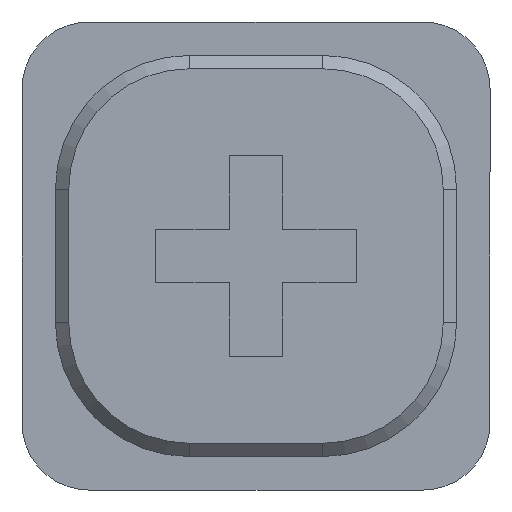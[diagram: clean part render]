
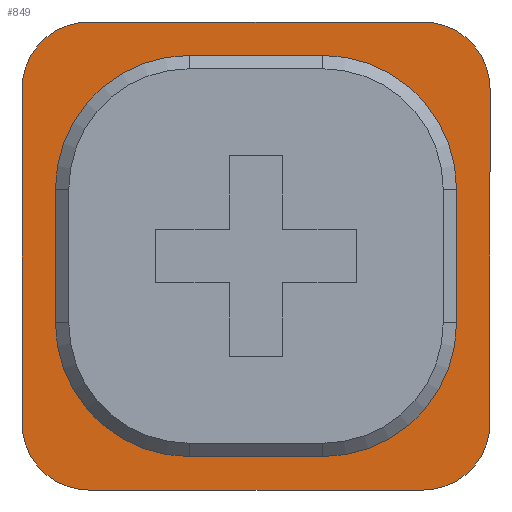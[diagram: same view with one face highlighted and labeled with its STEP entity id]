
A CAD part, front view. The second image highlights one B-rep face of the part: STEP entity #849.
In plain terms, the highlighted planar face has unit normal (0, -1, 0).
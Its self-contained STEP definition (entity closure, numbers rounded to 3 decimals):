
#4 = EDGE_CURVE ( 'NONE', #930, #781, #1129, .T. ) ;
#19 = FACE_OUTER_BOUND ( 'NONE', #727, .T. ) ;
#26 = CARTESIAN_POINT ( 'NONE',  ( 0., 2., 0. ) ) ;
#33 = CARTESIAN_POINT ( 'NONE',  ( 4., 2., 0. ) ) ;
#44 = CIRCLE ( 'NONE', #838, 2. ) ;
#75 = ORIENTED_EDGE ( 'NONE', *, *, #1103, .F. ) ;
#90 = VERTEX_POINT ( 'NONE', #1173 ) ;
#99 = CARTESIAN_POINT ( 'NONE',  ( 6.5, 2., -0.5 ) ) ;
#123 = AXIS2_PLACEMENT_3D ( 'NONE', #693, #888, #420 ) ;
#130 = DIRECTION ( 'NONE',  ( 0., 1., 0. ) ) ;
#147 = CARTESIAN_POINT ( 'NONE',  ( 0.5, 2., -5.5 ) ) ;
#149 = DIRECTION ( 'NONE',  ( -1., 0., 0. ) ) ;
#155 = EDGE_CURVE ( 'NONE', #681, #304, #716, .T. ) ;
#171 = ORIENTED_EDGE ( 'NONE', *, *, #935, .F. ) ;
#179 = DIRECTION ( 'NONE',  ( 0., 0., 1. ) ) ;
#185 = VECTOR ( 'NONE', #1184, 1000. ) ;
#187 = AXIS2_PLACEMENT_3D ( 'NONE', #26, #130, #602 ) ;
#195 = LINE ( 'NONE', #652, #885 ) ;
#212 = LINE ( 'NONE', #588, #1131 ) ;
#237 = EDGE_LOOP ( 'NONE', ( #743, #1070, #851, #1183, #937, #686, #934, #841 ) ) ;
#244 = LINE ( 'NONE', #1188, #339 ) ;
#285 = DIRECTION ( 'NONE',  ( 0., 0., 1. ) ) ;
#292 = LINE ( 'NONE', #1155, #895 ) ;
#304 = VERTEX_POINT ( 'NONE', #1046 ) ;
#325 = DIRECTION ( 'NONE',  ( 0., -1., 0. ) ) ;
#328 = VERTEX_POINT ( 'NONE', #99 ) ;
#338 = CIRCLE ( 'NONE', #123, 2. ) ;
#339 = VECTOR ( 'NONE', #1201, 1000. ) ;
#351 = CARTESIAN_POINT ( 'NONE',  ( 0., 2., -6. ) ) ;
#357 = LINE ( 'NONE', #351, #798 ) ;
#358 = EDGE_CURVE ( 'NONE', #681, #999, #903, .T. ) ;
#364 = CARTESIAN_POINT ( 'NONE',  ( 5.5, 2., -6.5 ) ) ;
#376 = AXIS2_PLACEMENT_3D ( 'NONE', #989, #1158, #1166 ) ;
#391 = VERTEX_POINT ( 'NONE', #501 ) ;
#398 = ORIENTED_EDGE ( 'NONE', *, *, #410, .T. ) ;
#408 = CARTESIAN_POINT ( 'NONE',  ( 5.5, 2., -0.5 ) ) ;
#410 = EDGE_CURVE ( 'NONE', #328, #1167, #1171, .T. ) ;
#420 = DIRECTION ( 'NONE',  ( 0., 0., 1. ) ) ;
#432 = CARTESIAN_POINT ( 'NONE',  ( 0., 2., 0. ) ) ;
#438 = DIRECTION ( 'NONE',  ( 0., 0., 1. ) ) ;
#452 = DIRECTION ( 'NONE',  ( 1., 0., 0. ) ) ;
#457 = AXIS2_PLACEMENT_3D ( 'NONE', #1109, #808, #438 ) ;
#458 = DIRECTION ( 'NONE',  ( 0., -1., 0. ) ) ;
#484 = DIRECTION ( 'NONE',  ( 0., 0., -1. ) ) ;
#486 = VERTEX_POINT ( 'NONE', #704 ) ;
#501 = CARTESIAN_POINT ( 'NONE',  ( 0., 2., -4. ) ) ;
#518 = CARTESIAN_POINT ( 'NONE',  ( 6.5, 2., -5.5 ) ) ;
#538 = AXIS2_PLACEMENT_3D ( 'NONE', #147, #1003, #998 ) ;
#551 = ORIENTED_EDGE ( 'NONE', *, *, #155, .F. ) ;
#552 = CARTESIAN_POINT ( 'NONE',  ( 4., 2., -6. ) ) ;
#580 = EDGE_CURVE ( 'NONE', #391, #617, #914, .T. ) ;
#582 = CARTESIAN_POINT ( 'NONE',  ( 2., 2., 0. ) ) ;
#587 = CARTESIAN_POINT ( 'NONE',  ( 2., 2., -6. ) ) ;
#588 = CARTESIAN_POINT ( 'NONE',  ( 6., 2., 0. ) ) ;
#602 = DIRECTION ( 'NONE',  ( 0., 0., 1. ) ) ;
#607 = PLANE ( 'NONE',  #187 ) ;
#617 = VERTEX_POINT ( 'NONE', #828 ) ;
#631 = EDGE_CURVE ( 'NONE', #690, #1213, #357, .T. ) ;
#652 = CARTESIAN_POINT ( 'NONE',  ( -0.5, 2., 0.5 ) ) ;
#675 = ORIENTED_EDGE ( 'NONE', *, *, #1207, .F. ) ;
#681 = VERTEX_POINT ( 'NONE', #364 ) ;
#686 = ORIENTED_EDGE ( 'NONE', *, *, #883, .T. ) ;
#690 = VERTEX_POINT ( 'NONE', #552 ) ;
#693 = CARTESIAN_POINT ( 'NONE',  ( 4., 2., -4. ) ) ;
#704 = CARTESIAN_POINT ( 'NONE',  ( 6., 2., -2. ) ) ;
#708 = DIRECTION ( 'NONE',  ( 0., 0., 1. ) ) ;
#716 = LINE ( 'NONE', #1008, #858 ) ;
#722 = LINE ( 'NONE', #1092, #1214 ) ;
#725 = DIRECTION ( 'NONE',  ( -1., 0., 0. ) ) ;
#727 = EDGE_LOOP ( 'NONE', ( #551, #905, #171, #398, #75, #748, #675, #826 ) ) ;
#743 = ORIENTED_EDGE ( 'NONE', *, *, #803, .T. ) ;
#748 = ORIENTED_EDGE ( 'NONE', *, *, #4, .T. ) ;
#770 = CARTESIAN_POINT ( 'NONE',  ( 2., 2., -4. ) ) ;
#771 = EDGE_CURVE ( 'NONE', #1213, #391, #44, .T. ) ;
#781 = VERTEX_POINT ( 'NONE', #1156 ) ;
#783 = DIRECTION ( 'NONE',  ( 0., 0., 1. ) ) ;
#792 = VERTEX_POINT ( 'NONE', #582 ) ;
#797 = AXIS2_PLACEMENT_3D ( 'NONE', #1136, #458, #285 ) ;
#798 = VECTOR ( 'NONE', #149, 1000. ) ;
#802 = FACE_BOUND ( 'NONE', #237, .T. ) ;
#803 = EDGE_CURVE ( 'NONE', #486, #90, #212, .T. ) ;
#808 = DIRECTION ( 'NONE',  ( 0., 1., 0. ) ) ;
#820 = CIRCLE ( 'NONE', #1192, 2. ) ;
#826 = ORIENTED_EDGE ( 'NONE', *, *, #977, .T. ) ;
#827 = CARTESIAN_POINT ( 'NONE',  ( 0.5, 2., 0.5 ) ) ;
#828 = CARTESIAN_POINT ( 'NONE',  ( 0., 2., -2. ) ) ;
#838 = AXIS2_PLACEMENT_3D ( 'NONE', #770, #1024, #179 ) ;
#840 = CIRCLE ( 'NONE', #457, 2. ) ;
#841 = ORIENTED_EDGE ( 'NONE', *, *, #1004, .T. ) ;
#846 = CARTESIAN_POINT ( 'NONE',  ( 5.5, 2., 0.5 ) ) ;
#849 = ADVANCED_FACE ( 'NONE', ( #19, #802 ), #607, .F. ) ;
#851 = ORIENTED_EDGE ( 'NONE', *, *, #631, .T. ) ;
#857 = EDGE_CURVE ( 'NONE', #90, #690, #338, .T. ) ;
#858 = VECTOR ( 'NONE', #725, 1000. ) ;
#878 = VERTEX_POINT ( 'NONE', #33 ) ;
#883 = EDGE_CURVE ( 'NONE', #617, #792, #820, .T. ) ;
#885 = VECTOR ( 'NONE', #452, 1000. ) ;
#888 = DIRECTION ( 'NONE',  ( 0., 1., 0. ) ) ;
#895 = VECTOR ( 'NONE', #783, 1000. ) ;
#903 = CIRCLE ( 'NONE', #797, 1. ) ;
#905 = ORIENTED_EDGE ( 'NONE', *, *, #358, .T. ) ;
#914 = LINE ( 'NONE', #432, #185 ) ;
#930 = VERTEX_POINT ( 'NONE', #827 ) ;
#934 = ORIENTED_EDGE ( 'NONE', *, *, #964, .T. ) ;
#935 = EDGE_CURVE ( 'NONE', #328, #999, #722, .T. ) ;
#937 = ORIENTED_EDGE ( 'NONE', *, *, #580, .T. ) ;
#964 = EDGE_CURVE ( 'NONE', #792, #878, #244, .T. ) ;
#977 = EDGE_CURVE ( 'NONE', #1015, #304, #1150, .T. ) ;
#989 = CARTESIAN_POINT ( 'NONE',  ( 0.5, 2., -0.5 ) ) ;
#998 = DIRECTION ( 'NONE',  ( 0., 0., 1. ) ) ;
#999 = VERTEX_POINT ( 'NONE', #518 ) ;
#1003 = DIRECTION ( 'NONE',  ( 0., -1., 0. ) ) ;
#1004 = EDGE_CURVE ( 'NONE', #878, #486, #840, .T. ) ;
#1008 = CARTESIAN_POINT ( 'NONE',  ( 6.5, 2., -6.5 ) ) ;
#1015 = VERTEX_POINT ( 'NONE', #1175 ) ;
#1016 = DIRECTION ( 'NONE',  ( 0., 0., -1. ) ) ;
#1024 = DIRECTION ( 'NONE',  ( 0., 1., 0. ) ) ;
#1046 = CARTESIAN_POINT ( 'NONE',  ( 0.5, 2., -6.5 ) ) ;
#1070 = ORIENTED_EDGE ( 'NONE', *, *, #857, .T. ) ;
#1073 = DIRECTION ( 'NONE',  ( 0., 0., 1. ) ) ;
#1092 = CARTESIAN_POINT ( 'NONE',  ( 6.5, 2., 0.5 ) ) ;
#1103 = EDGE_CURVE ( 'NONE', #930, #1167, #195, .T. ) ;
#1109 = CARTESIAN_POINT ( 'NONE',  ( 4., 2., -2. ) ) ;
#1129 = CIRCLE ( 'NONE', #376, 1. ) ;
#1131 = VECTOR ( 'NONE', #484, 1000. ) ;
#1136 = CARTESIAN_POINT ( 'NONE',  ( 5.5, 2., -5.5 ) ) ;
#1148 = AXIS2_PLACEMENT_3D ( 'NONE', #408, #325, #708 ) ;
#1149 = DIRECTION ( 'NONE',  ( 0., 1., 0. ) ) ;
#1150 = CIRCLE ( 'NONE', #538, 1. ) ;
#1155 = CARTESIAN_POINT ( 'NONE',  ( -0.5, 2., -6.5 ) ) ;
#1156 = CARTESIAN_POINT ( 'NONE',  ( -0.5, 2., -0.5 ) ) ;
#1158 = DIRECTION ( 'NONE',  ( 0., -1., 0. ) ) ;
#1163 = CARTESIAN_POINT ( 'NONE',  ( 2., 2., -2. ) ) ;
#1166 = DIRECTION ( 'NONE',  ( 0., 0., 1. ) ) ;
#1167 = VERTEX_POINT ( 'NONE', #846 ) ;
#1171 = CIRCLE ( 'NONE', #1148, 1. ) ;
#1173 = CARTESIAN_POINT ( 'NONE',  ( 6., 2., -4. ) ) ;
#1175 = CARTESIAN_POINT ( 'NONE',  ( -0.5, 2., -5.5 ) ) ;
#1183 = ORIENTED_EDGE ( 'NONE', *, *, #771, .T. ) ;
#1184 = DIRECTION ( 'NONE',  ( 0., 0., 1. ) ) ;
#1188 = CARTESIAN_POINT ( 'NONE',  ( 0., 2., 0. ) ) ;
#1192 = AXIS2_PLACEMENT_3D ( 'NONE', #1163, #1149, #1073 ) ;
#1201 = DIRECTION ( 'NONE',  ( 1., 0., 0. ) ) ;
#1207 = EDGE_CURVE ( 'NONE', #1015, #781, #292, .T. ) ;
#1213 = VERTEX_POINT ( 'NONE', #587 ) ;
#1214 = VECTOR ( 'NONE', #1016, 1000. ) ;
